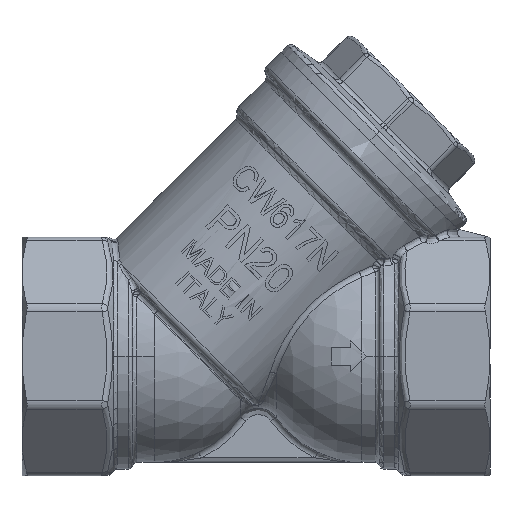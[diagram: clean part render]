
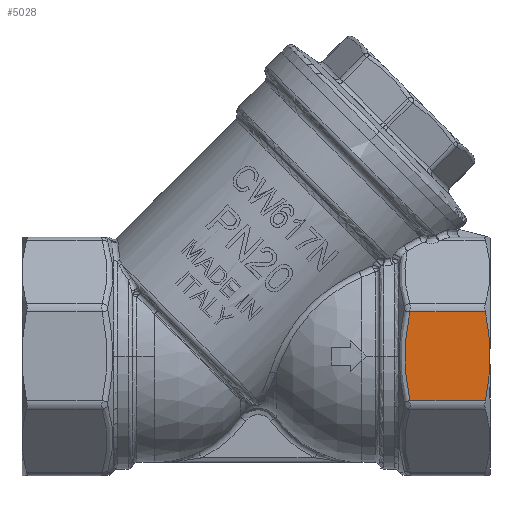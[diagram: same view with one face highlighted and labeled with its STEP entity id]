
A CAD part, top view. The second image highlights one B-rep face of the part: STEP entity #5028.
In plain terms, the highlighted planar face has unit normal (0, 0, 1).
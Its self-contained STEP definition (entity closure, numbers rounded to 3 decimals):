
#330 = CARTESIAN_POINT ( 'NONE',  ( 74.954, -10.055, 27. ) ) ;
#365 = CARTESIAN_POINT ( 'NONE',  ( 57.195, 6.464, 27. ) ) ;
#613 = CARTESIAN_POINT ( 'NONE',  ( 57.835, -10.055, 27. ) ) ;
#791 = CARTESIAN_POINT ( 'NONE',  ( 75.805, 4.297, 27. ) ) ;
#927 = CARTESIAN_POINT ( 'NONE',  ( 75.299, 8.342, 27. ) ) ;
#1992 = CARTESIAN_POINT ( 'NONE',  ( 75.91, -3.343, 27. ) ) ;
#2063 = VERTEX_POINT ( 'NONE', #28136 ) ;
#2650 = CARTESIAN_POINT ( 'NONE',  ( 57.835, 10.055, 27. ) ) ;
#3433 = CARTESIAN_POINT ( 'NONE',  ( 57.414, 7.921, 27. ) ) ;
#4354 = CARTESIAN_POINT ( 'NONE',  ( 57.013, -5.008, 27. ) ) ;
#4781 = CARTESIAN_POINT ( 'NONE',  ( 76., -1.665, 27. ) ) ;
#5028 = ADVANCED_FACE ( 'NONE', ( #39769 ), #21917, .T. ) ;
#6527 = CARTESIAN_POINT ( 'NONE',  ( 57.056, 5.384, 27. ) ) ;
#6661 = CARTESIAN_POINT ( 'NONE',  ( 56.814, 2.905, 27. ) ) ;
#6822 = CARTESIAN_POINT ( 'NONE',  ( 76., 0.832, 27. ) ) ;
#7092 = CARTESIAN_POINT ( 'NONE',  ( 75.736, 4.986, 27. ) ) ;
#7140 = EDGE_CURVE ( 'NONE', #16779, #2063, #24203, .T. ) ;
#7314 = EDGE_CURVE ( 'NONE', #11374, #7685, #38796, .T. ) ;
#7493 = CARTESIAN_POINT ( 'NONE',  ( 56.941, -4.319, 27. ) ) ;
#7685 = VERTEX_POINT ( 'NONE', #33290 ) ;
#7760 = CARTESIAN_POINT ( 'NONE',  ( 56.732, 0.175, 27. ) ) ;
#10067 = CARTESIAN_POINT ( 'NONE',  ( 75.769, 4.667, 27. ) ) ;
#10206 = CARTESIAN_POINT ( 'NONE',  ( 74.954, 10.055, 27. ) ) ;
#10725 = CARTESIAN_POINT ( 'NONE',  ( 57.007, -4.953, 27. ) ) ;
#10739 = ORIENTED_EDGE ( 'NONE', *, *, #30315, .T. ) ;
#10889 = DIRECTION ( 'NONE',  ( 1., 0., 0. ) ) ;
#11162 = CARTESIAN_POINT ( 'NONE',  ( 76., 0., 27. ) ) ;
#11293 = CARTESIAN_POINT ( 'NONE',  ( 74.954, -10.055, 27. ) ) ;
#11374 = VERTEX_POINT ( 'NONE', #36752 ) ;
#11698 = CARTESIAN_POINT ( 'NONE',  ( 63.542, 10.055, 27. ) ) ;
#12787 = EDGE_CURVE ( 'NONE', #11374, #29518, #28430, .T. ) ;
#13168 = CARTESIAN_POINT ( 'NONE',  ( 75.558, 6.669, 27. ) ) ;
#14591 = ORIENTED_EDGE ( 'NONE', *, *, #26957, .T. ) ;
#14666 = CARTESIAN_POINT ( 'NONE',  ( 75.692, -5.394, 27. ) ) ;
#15847 = ORIENTED_EDGE ( 'NONE', *, *, #12787, .F. ) ;
#15855 = CARTESIAN_POINT ( 'NONE',  ( 57.021, 5.079, 27. ) ) ;
#16256 = CARTESIAN_POINT ( 'NONE',  ( 75.868, 3.558, 27. ) ) ;
#16395 = CARTESIAN_POINT ( 'NONE',  ( 56.873, -3.582, 27. ) ) ;
#16402 = CARTESIAN_POINT ( 'NONE',  ( 75.742, 4.931, 27. ) ) ;
#16661 = CARTESIAN_POINT ( 'NONE',  ( 56.752, 1.433, 27. ) ) ;
#16772 = CARTESIAN_POINT ( 'NONE',  ( 57.835, -10.055, 27. ) ) ;
#16779 = VERTEX_POINT ( 'NONE', #34660 ) ;
#17342 = CARTESIAN_POINT ( 'NONE',  ( 75.651, -5.753, 27. ) ) ;
#17483 = CARTESIAN_POINT ( 'NONE',  ( 74.954, 10.055, 27. ) ) ;
#18557 = B_SPLINE_CURVE_WITH_KNOTS ( 'NONE', 3,
 ( #37772, #6822, #34665, #16256, #791, #10067, #25773, #16402, #7092, #13168, #927, #10206 ),
 .UNSPECIFIED., .F., .F.,
 ( 4, 1, 1, 1, 1, 2, 2, 4 ),
 ( 0., 0.25, 0.375, 0.437, 0.469, 0.484, 0.5, 1. ),
 .UNSPECIFIED. ) ;
#19693 = ORIENTED_EDGE ( 'NONE', *, *, #7140, .T. ) ;
#20296 = CARTESIAN_POINT ( 'NONE',  ( 75.72, -5.138, 27. ) ) ;
#20429 = CARTESIAN_POINT ( 'NONE',  ( 75.561, -6.474, 27. ) ) ;
#20934 = AXIS2_PLACEMENT_3D ( 'NONE', #29268, #29141, #10889 ) ;
#21917 = PLANE ( 'NONE',  #20934 ) ;
#23773 = CARTESIAN_POINT ( 'NONE',  ( 75.709, -5.241, 27. ) ) ;
#24115 = EDGE_LOOP ( 'NONE', ( #35473, #10739, #19693, #14591, #15847 ) ) ;
#24203 = B_SPLINE_CURVE_WITH_KNOTS ( 'NONE', 3,
 ( #17483, #27128, #11698, #2650 ),
 .UNSPECIFIED., .F., .F.,
 ( 4, 4 ),
 ( 0., 1. ),
 .UNSPECIFIED. ) ;
#24908 = CARTESIAN_POINT ( 'NONE',  ( 69.248, -10.055, 27. ) ) ;
#24950 = CARTESIAN_POINT ( 'NONE',  ( 57.1, 5.743, 27. ) ) ;
#25094 = CARTESIAN_POINT ( 'NONE',  ( 56.92, 4.175, 27. ) ) ;
#25773 = CARTESIAN_POINT ( 'NONE',  ( 75.753, 4.825, 27. ) ) ;
#25888 = CARTESIAN_POINT ( 'NONE',  ( 57.201, -6.68, 27. ) ) ;
#26159 = CARTESIAN_POINT ( 'NONE',  ( 56.996, -4.847, 27. ) ) ;
#26318 = CARTESIAN_POINT ( 'NONE',  ( 75.726, -5.089, 27. ) ) ;
#26957 = EDGE_CURVE ( 'NONE', #2063, #29518, #34864, .T. ) ;
#27128 = CARTESIAN_POINT ( 'NONE',  ( 69.248, 10.055, 27. ) ) ;
#27186 = CARTESIAN_POINT ( 'NONE',  ( 57.835, -10.055, 27. ) ) ;
#28040 = CARTESIAN_POINT ( 'NONE',  ( 57.039, 5.23, 27. ) ) ;
#28136 = CARTESIAN_POINT ( 'NONE',  ( 57.835, 10.055, 27. ) ) ;
#28430 = B_SPLINE_CURVE_WITH_KNOTS ( 'NONE', 3,
 ( #330, #24908, #31102, #613 ),
 .UNSPECIFIED., .F., .F.,
 ( 4, 4 ),
 ( 0., 1. ),
 .UNSPECIFIED. ) ;
#28717 = CARTESIAN_POINT ( 'NONE',  ( 56.979, -4.689, 27. ) ) ;
#28987 = CARTESIAN_POINT ( 'NONE',  ( 56.733, -0.862, 27. ) ) ;
#29109 = CARTESIAN_POINT ( 'NONE',  ( 56.769, -2.112, 27. ) ) ;
#29141 = DIRECTION ( 'NONE',  ( 0., 0., 1. ) ) ;
#29268 = CARTESIAN_POINT ( 'NONE',  ( -30., 10.055, 27. ) ) ;
#29518 = VERTEX_POINT ( 'NONE', #27186 ) ;
#29804 = CARTESIAN_POINT ( 'NONE',  ( 75.353, -7.929, 27. ) ) ;
#30315 = EDGE_CURVE ( 'NONE', #7685, #16779, #18557, .T. ) ;
#31102 = CARTESIAN_POINT ( 'NONE',  ( 63.542, -10.055, 27. ) ) ;
#32101 = CARTESIAN_POINT ( 'NONE',  ( 57.473, -8.345, 27. ) ) ;
#32931 = CARTESIAN_POINT ( 'NONE',  ( 75.127, -9.198, 27. ) ) ;
#33290 = CARTESIAN_POINT ( 'NONE',  ( 76., 0., 27. ) ) ;
#34116 = CARTESIAN_POINT ( 'NONE',  ( 57.835, 10.055, 27. ) ) ;
#34253 = CARTESIAN_POINT ( 'NONE',  ( 57.027, 5.128, 27. ) ) ;
#34660 = CARTESIAN_POINT ( 'NONE',  ( 74.954, 10.055, 27. ) ) ;
#34665 = CARTESIAN_POINT ( 'NONE',  ( 75.966, 2.086, 27. ) ) ;
#34797 = CARTESIAN_POINT ( 'NONE',  ( 56.739, 0.804, 27. ) ) ;
#34864 = B_SPLINE_CURVE_WITH_KNOTS ( 'NONE', 3,
 ( #34116, #37219, #3433, #365, #24950, #6527, #28040, #34253, #15855, #25094, #6661, #16661, #34797, #38290, #7760, #28987, #29109, #16395, #7493, #28717, #26159, #10725, #4354, #25888, #32101, #16772 ),
 .UNSPECIFIED., .F., .F.,
 ( 4, 1, 1, 1, 1, 2, 2, 1, 1, 2, 2, 1, 1, 1, 1, 2, 2, 4 ),
 ( 0., 0.125, 0.187, 0.219, 0.234, 0.242, 0.25, 0.375, 0.437, 0.469, 0.5, 0.625, 0.687, 0.719, 0.734, 0.742, 0.75, 1. ),
 .UNSPECIFIED. ) ;
#35473 = ORIENTED_EDGE ( 'NONE', *, *, #7314, .T. ) ;
#36752 = CARTESIAN_POINT ( 'NONE',  ( 74.954, -10.055, 27. ) ) ;
#37219 = CARTESIAN_POINT ( 'NONE',  ( 57.653, 9.194, 27. ) ) ;
#37772 = CARTESIAN_POINT ( 'NONE',  ( 76., 0., 27. ) ) ;
#38290 = CARTESIAN_POINT ( 'NONE',  ( 56.733, 0.385, 27. ) ) ;
#38796 = B_SPLINE_CURVE_WITH_KNOTS ( 'NONE', 3,
 ( #11293, #32931, #29804, #20429, #17342, #14666, #23773, #20296, #26318, #1992, #4781, #11162 ),
 .UNSPECIFIED., .F., .F.,
 ( 4, 1, 1, 1, 1, 2, 2, 4 ),
 ( 0., 0.25, 0.375, 0.437, 0.469, 0.484, 0.5, 1. ),
 .UNSPECIFIED. ) ;
#39769 = FACE_OUTER_BOUND ( 'NONE', #24115, .T. ) ;
